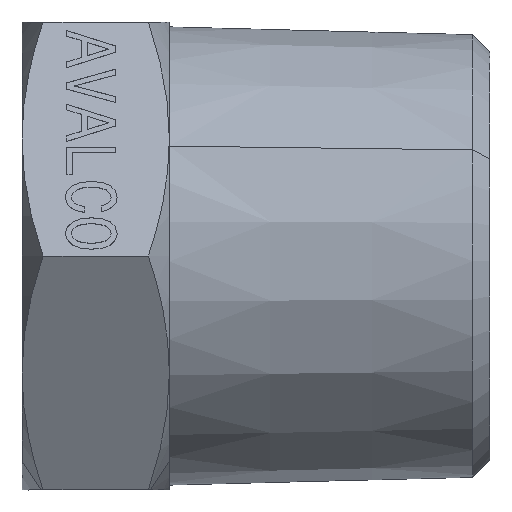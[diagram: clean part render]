
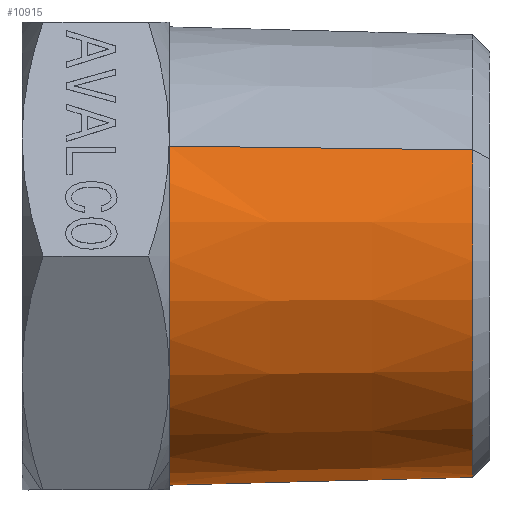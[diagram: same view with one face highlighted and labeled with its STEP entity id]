
A CAD part, left-side view. The second image highlights one B-rep face of the part: STEP entity #10915.
In plain terms, the highlighted conical face has half-angle 1.47 degrees and reference radius 12.746 mm.
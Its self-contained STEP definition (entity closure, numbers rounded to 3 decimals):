
#1180=CARTESIAN_POINT('Vertex',(-11.602,0.,6.338)) ;
#1182=CARTESIAN_POINT('Vertex',(11.602,0.,-6.338)) ;
#1185=CARTESIAN_POINT('Axis2P3D Location',(0.,0.,0.)) ;
#10885=CARTESIAN_POINT('Axis2P3D Location',(0.,-18.5,0.)) ;
#10890=CARTESIAN_POINT('Line Origine',(-11.394,-9.25,6.224)) ;
#10894=CARTESIAN_POINT('Vertex',(-11.208,-17.5,6.123)) ;
#10897=CARTESIAN_POINT('Line Origine',(11.394,-9.25,-6.224)) ;
#10901=CARTESIAN_POINT('Vertex',(11.208,-17.5,-6.123)) ;
#10904=CARTESIAN_POINT('Axis2P3D Location',(0.,-17.5,0.)) ;
#1186=DIRECTION('Axis2P3D Direction',(0.,1.,0.)) ;
#10886=DIRECTION('Axis2P3D Direction',(0.,1.,0.)) ;
#10887=DIRECTION('Axis2P3D XDirection',(-0.878,0.,0.479)) ;
#10891=DIRECTION('Vector Direction',(-0.023,1.,0.012)) ;
#10898=DIRECTION('Vector Direction',(0.023,1.,-0.012)) ;
#10905=DIRECTION('Axis2P3D Direction',(0.,1.,0.)) ;
#1187=AXIS2_PLACEMENT_3D('Circle Axis2P3D',#1185,#1186,$) ;
#10888=AXIS2_PLACEMENT_3D('Cone Axis2P3D',#10885,#10886,#10887) ;
#10906=AXIS2_PLACEMENT_3D('Circle Axis2P3D',#10904,#10905,$) ;
#10910=ORIENTED_EDGE('',*,*,#10896,.T.) ;
#10911=ORIENTED_EDGE('',*,*,#1189,.F.) ;
#10912=ORIENTED_EDGE('',*,*,#10903,.F.) ;
#10913=ORIENTED_EDGE('',*,*,#10908,.T.) ;
#10892=VECTOR('Line Direction',#10891,1.) ;
#10899=VECTOR('Line Direction',#10898,1.) ;
#10915=ADVANCED_FACE('Corps principal',(#10914),#10889,.T.) ;
#1188=CIRCLE('generated circle',#1187,13.221) ;
#10907=CIRCLE('generated circle',#10906,12.771) ;
#10889=CONICAL_SURFACE('Cone',#10888,12.746,0.026) ;
#1189=EDGE_CURVE('',#1183,#1181,#1188,.T.) ;
#10896=EDGE_CURVE('',#10895,#1181,#10893,.T.) ;
#10903=EDGE_CURVE('',#10902,#1183,#10900,.T.) ;
#10908=EDGE_CURVE('',#10902,#10895,#10907,.T.) ;
#10909=EDGE_LOOP('',(#10910,#10911,#10912,#10913)) ;
#10914=FACE_OUTER_BOUND('',#10909,.T.) ;
#10893=LINE('Line',#10890,#10892) ;
#10900=LINE('Line',#10897,#10899) ;
#1181=VERTEX_POINT('',#1180) ;
#1183=VERTEX_POINT('',#1182) ;
#10895=VERTEX_POINT('',#10894) ;
#10902=VERTEX_POINT('',#10901) ;
